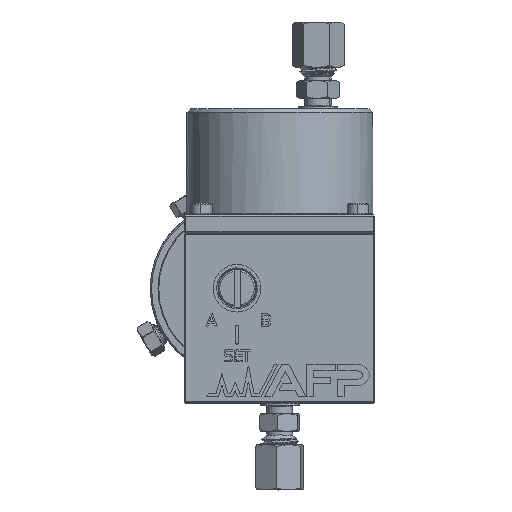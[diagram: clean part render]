
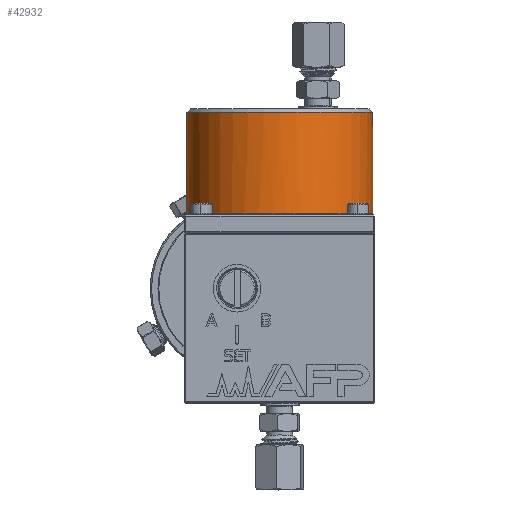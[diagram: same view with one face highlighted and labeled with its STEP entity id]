
A CAD part, top view. The second image highlights one B-rep face of the part: STEP entity #42932.
In plain terms, the highlighted cylindrical face has radius 19.558 mm (diameter 39.116 mm), a partial arc.
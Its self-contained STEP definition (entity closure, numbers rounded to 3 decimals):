
#1387 = EDGE_CURVE ( 'NONE', #15840, #36892, #79898, .T. ) ;
#2109 = DIRECTION ( 'NONE',  ( -1., 0., 0. ) ) ;
#5568 = DIRECTION ( 'NONE',  ( 0., -1., 0. ) ) ;
#6253 = CARTESIAN_POINT ( 'NONE',  ( 28.545, 15.691, 0.809 ) ) ;
#6362 = CARTESIAN_POINT ( 'NONE',  ( 9., 37.027, 0. ) ) ;
#8491 = CARTESIAN_POINT ( 'NONE',  ( 10.212, 15.691, 19.52 ) ) ;
#8601 = CARTESIAN_POINT ( 'NONE',  ( 9., 12.683, 0. ) ) ;
#8887 = CARTESIAN_POINT ( 'NONE',  ( 8.596, 15.688, 19.558 ) ) ;
#9046 = ORIENTED_EDGE ( 'NONE', *, *, #14707, .T. ) ;
#10068 = CARTESIAN_POINT ( 'NONE',  ( 9.405, 15.688, 19.558 ) ) ;
#12371 = ORIENTED_EDGE ( 'NONE', *, *, #24776, .T. ) ;
#14412 = CARTESIAN_POINT ( 'NONE',  ( 7.788, 15.691, 19.52 ) ) ;
#14707 = EDGE_CURVE ( 'NONE', #71349, #77718, #78101, .T. ) ;
#15840 = VERTEX_POINT ( 'NONE', #55159 ) ;
#16409 = DIRECTION ( 'NONE',  ( 0., 1., 0. ) ) ;
#17198 = EDGE_CURVE ( 'NONE', #70967, #76146, #18976, .T. ) ;
#17951 = DIRECTION ( 'NONE',  ( 0., 1., 0. ) ) ;
#18816 = DIRECTION ( 'NONE',  ( -1., 0., 0. ) ) ;
#18976 = CIRCLE ( 'NONE', #74687, 19.558 ) ;
#19491 = EDGE_CURVE ( 'NONE', #77718, #52718, #30151, .T. ) ;
#20774 = DIRECTION ( 'NONE',  ( 0., 1., 0. ) ) ;
#21380 = VECTOR ( 'NONE', #16409, 1000. ) ;
#21628 = ORIENTED_EDGE ( 'NONE', *, *, #28591, .F. ) ;
#24034 = B_SPLINE_CURVE_WITH_KNOTS ( 'NONE', 3,
 ( #43187, #6253, #50457, #56557 ),
 .UNSPECIFIED., .F., .F.,
 ( 4, 4 ),
 ( 0., 0.001 ),
 .UNSPECIFIED. ) ;
#24776 = EDGE_CURVE ( 'NONE', #36892, #71349, #24034, .T. ) ;
#28591 = EDGE_CURVE ( 'NONE', #74850, #52718, #48779, .T. ) ;
#29668 = B_SPLINE_CURVE_WITH_KNOTS ( 'NONE', 3,
 ( #38675, #63417, #65002, #46338 ),
 .UNSPECIFIED., .F., .F.,
 ( 4, 4 ),
 ( 0.001, 0.002 ),
 .UNSPECIFIED. ) ;
#30151 = CIRCLE ( 'NONE', #34007, 19.558 ) ;
#34007 = AXIS2_PLACEMENT_3D ( 'NONE', #6362, #5568, #79822 ) ;
#34093 = CARTESIAN_POINT ( 'NONE',  ( 28.558, 15.688, 0. ) ) ;
#34951 = EDGE_CURVE ( 'NONE', #74850, #70967, #29668, .T. ) ;
#36733 = CARTESIAN_POINT ( 'NONE',  ( 28.52, 15.691, 1.212 ) ) ;
#36892 = VERTEX_POINT ( 'NONE', #36733 ) ;
#37034 = B_SPLINE_CURVE_WITH_KNOTS ( 'NONE', 3,
 ( #64844, #70546, #8887, #10068, #64061, #8491 ),
 .UNSPECIFIED., .F., .F.,
 ( 4, 2, 4 ),
 ( 0., 0.001, 0.002 ),
 .UNSPECIFIED. ) ;
#38675 = CARTESIAN_POINT ( 'NONE',  ( -10.558, 15.688, 0. ) ) ;
#39433 = CYLINDRICAL_SURFACE ( 'NONE', #78991, 19.558 ) ;
#42396 = EDGE_CURVE ( 'NONE', #76146, #15840, #37034, .T. ) ;
#42932 = ADVANCED_FACE ( 'Defeatured_1_151', ( #57285 ), #39433, .T. ) ;
#43187 = CARTESIAN_POINT ( 'NONE',  ( 28.52, 15.691, 1.212 ) ) ;
#44926 = AXIS2_PLACEMENT_3D ( 'NONE', #56539, #74402, #18816 ) ;
#46338 = CARTESIAN_POINT ( 'NONE',  ( -10.52, 15.691, 1.212 ) ) ;
#47194 = CARTESIAN_POINT ( 'NONE',  ( 9., 15.691, 0. ) ) ;
#48779 = LINE ( 'NONE', #66653, #64537 ) ;
#49793 = EDGE_LOOP ( 'NONE', ( #12371, #9046, #52119, #21628, #50826, #73791, #57570, #67088 ) ) ;
#50457 = CARTESIAN_POINT ( 'NONE',  ( 28.558, 15.688, 0.404 ) ) ;
#50826 = ORIENTED_EDGE ( 'NONE', *, *, #34951, .T. ) ;
#52119 = ORIENTED_EDGE ( 'NONE', *, *, #19491, .T. ) ;
#52718 = VERTEX_POINT ( 'NONE', #62198 ) ;
#52936 = CARTESIAN_POINT ( 'NONE',  ( 28.558, 12.683, 0. ) ) ;
#54478 = DIRECTION ( 'NONE',  ( -1., 0., 0. ) ) ;
#55159 = CARTESIAN_POINT ( 'NONE',  ( 10.212, 15.691, 19.52 ) ) ;
#56539 = CARTESIAN_POINT ( 'NONE',  ( 9., 15.691, 0. ) ) ;
#56557 = CARTESIAN_POINT ( 'NONE',  ( 28.558, 15.688, 0. ) ) ;
#57285 = FACE_OUTER_BOUND ( 'NONE', #49793, .T. ) ;
#57570 = ORIENTED_EDGE ( 'NONE', *, *, #42396, .T. ) ;
#58194 = CARTESIAN_POINT ( 'NONE',  ( -10.558, 15.688, 0. ) ) ;
#62198 = CARTESIAN_POINT ( 'NONE',  ( -10.558, 37.027, 0. ) ) ;
#63417 = CARTESIAN_POINT ( 'NONE',  ( -10.558, 15.688, 0.404 ) ) ;
#64061 = CARTESIAN_POINT ( 'NONE',  ( 9.809, 15.691, 19.545 ) ) ;
#64165 = CARTESIAN_POINT ( 'NONE',  ( 28.558, 37.027, 0. ) ) ;
#64537 = VECTOR ( 'NONE', #74336, 1000. ) ;
#64844 = CARTESIAN_POINT ( 'NONE',  ( 7.788, 15.691, 19.52 ) ) ;
#65002 = CARTESIAN_POINT ( 'NONE',  ( -10.545, 15.691, 0.808 ) ) ;
#66230 = CARTESIAN_POINT ( 'NONE',  ( -10.52, 15.691, 1.212 ) ) ;
#66653 = CARTESIAN_POINT ( 'NONE',  ( -10.558, 12.683, 0. ) ) ;
#67088 = ORIENTED_EDGE ( 'NONE', *, *, #1387, .T. ) ;
#70546 = CARTESIAN_POINT ( 'NONE',  ( 8.191, 15.691, 19.545 ) ) ;
#70967 = VERTEX_POINT ( 'NONE', #66230 ) ;
#71349 = VERTEX_POINT ( 'NONE', #34093 ) ;
#73791 = ORIENTED_EDGE ( 'NONE', *, *, #17198, .T. ) ;
#74336 = DIRECTION ( 'NONE',  ( 0., 1., 0. ) ) ;
#74402 = DIRECTION ( 'NONE',  ( 0., 1., 0. ) ) ;
#74687 = AXIS2_PLACEMENT_3D ( 'NONE', #47194, #17951, #54478 ) ;
#74850 = VERTEX_POINT ( 'NONE', #58194 ) ;
#76146 = VERTEX_POINT ( 'NONE', #14412 ) ;
#77718 = VERTEX_POINT ( 'NONE', #64165 ) ;
#78101 = LINE ( 'NONE', #52936, #21380 ) ;
#78991 = AXIS2_PLACEMENT_3D ( 'NONE', #8601, #20774, #2109 ) ;
#79822 = DIRECTION ( 'NONE',  ( -1., 0., 0. ) ) ;
#79898 = CIRCLE ( 'NONE', #44926, 19.558 ) ;
